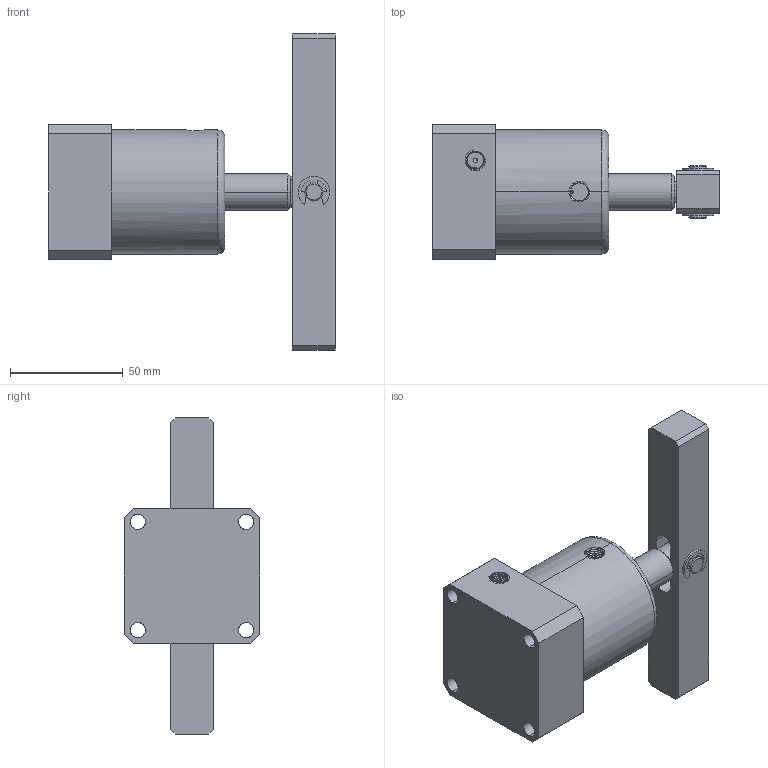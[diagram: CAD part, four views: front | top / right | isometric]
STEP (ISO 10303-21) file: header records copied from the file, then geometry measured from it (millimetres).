
FILE_DESCRIPTION (( 'STEP AP203' ), '1' );
FILE_NAME ('ASC-40D.STEP', '2019-05-13T09:09:28', ( 'User' ), ( 'china' ), 'SwSTEP 2.0', 'SolidWorks 2018', '' );
FILE_SCHEMA (( 'CONFIG_CONTROL_DESIGN' ));
Length unit declared in the file: millimetre
Products named in the file (6): KKDC; XDIAO; ASC-40D; ASC-40BT; ASC-40DHSG; ASC-40DYB
Assembly tree (6 placements, depth 2):
  ASC-40D
    ASC-40BT
    ASC-40DHSG
    ASC-40DYB
    KKDC  x2
    XDIAO
Bounding box: 127 x 60 x 140 mm (x, y, z)
Volume: 234531 mm3; surface area: 53716.2 mm2
Topology: 6 solids, 6 shells, 190 faces, 585 edges, 414 vertices
Faces by surface type: cylinder 86, plane 56, cone 29, bspline 13, torus 6
Entity records: 17893 total; most frequent: CARTESIAN_POINT 12822, ORIENTED_EDGE 1074, DIRECTION 707, EDGE_CURVE 537, VERTEX_POINT 382, AXIS2_PLACEMENT_3D 267, B_SPLINE_CURVE_WITH_KNOTS 265, EDGE_LOOP 199
